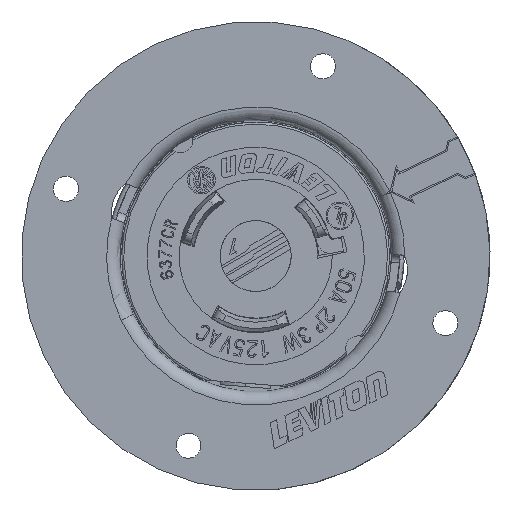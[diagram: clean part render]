
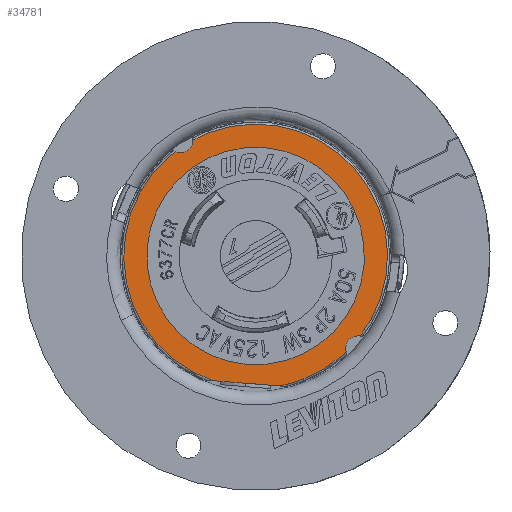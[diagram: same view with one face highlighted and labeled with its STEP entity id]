
A CAD part, left-side view. The second image highlights one B-rep face of the part: STEP entity #34781.
In plain terms, the highlighted planar face has unit normal (-1, 0, 0).
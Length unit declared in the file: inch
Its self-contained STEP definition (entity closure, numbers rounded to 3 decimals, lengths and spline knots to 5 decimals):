
#146 = EDGE_CURVE ( 'NONE', #21238, #20844, #13596, .T. ) ;
#2635 = DIRECTION ( 'NONE',  ( 0., 0.566, -0.824 ) ) ;
#3140 = DIRECTION ( 'NONE',  ( -1., 0., 0. ) ) ;
#3637 = CIRCLE ( 'NONE', #9411, 0.985 ) ;
#4553 = ORIENTED_EDGE ( 'NONE', *, *, #21307, .F. ) ;
#6122 = CIRCLE ( 'NONE', #25463, 0.812 ) ;
#7062 = VECTOR ( 'NONE', #20536, 39.37008 ) ;
#7301 = DIRECTION ( 'NONE',  ( -1., 0., 0. ) ) ;
#7480 = ORIENTED_EDGE ( 'NONE', *, *, #38115, .T. ) ;
#7796 = VERTEX_POINT ( 'NONE', #13062 ) ;
#9411 = AXIS2_PLACEMENT_3D ( 'NONE', #23797, #37739, #44264 ) ;
#10477 = CARTESIAN_POINT ( 'NONE',  ( 0., 0.32303, -0.93378 ) ) ;
#10906 = CARTESIAN_POINT ( 'NONE',  ( 0., 0., -0.00326 ) ) ;
#12745 = CARTESIAN_POINT ( 'NONE',  ( 0., 0., -0.00326 ) ) ;
#13062 = CARTESIAN_POINT ( 'NONE',  ( 0., 0.35299, 0.91632 ) ) ;
#13066 = EDGE_CURVE ( 'NONE', #17042, #23214, #6122, .T. ) ;
#13485 = VERTEX_POINT ( 'NONE', #42442 ) ;
#13596 = LINE ( 'NONE', #40302, #7062 ) ;
#14975 = EDGE_CURVE ( 'NONE', #7796, #38250, #28382, .T. ) ;
#16360 = DIRECTION ( 'NONE',  ( 0., 0.997, 0.078 ) ) ;
#16593 = CARTESIAN_POINT ( 'NONE',  ( 0., 0., -0.00326 ) ) ;
#17042 = VERTEX_POINT ( 'NONE', #33328 ) ;
#18967 = EDGE_CURVE ( 'NONE', #21238, #38250, #35809, .T. ) ;
#20387 = ORIENTED_EDGE ( 'NONE', *, *, #146, .T. ) ;
#20536 = DIRECTION ( 'NONE',  ( 0., -0.997, -0.078 ) ) ;
#20550 = AXIS2_PLACEMENT_3D ( 'NONE', #16593, #3140, #37047 ) ;
#20844 = VERTEX_POINT ( 'NONE', #33068 ) ;
#20953 = DIRECTION ( 'NONE',  ( 0., -0.358, -0.934 ) ) ;
#21238 = VERTEX_POINT ( 'NONE', #36744 ) ;
#21307 = EDGE_CURVE ( 'NONE', #23214, #17042, #33694, .T. ) ;
#22552 = CARTESIAN_POINT ( 'NONE',  ( 0., -0.37838, -0.98898 ) ) ;
#23124 = EDGE_LOOP ( 'NONE', ( #33955, #43732, #20387, #41385, #7480, #25664 ) ) ;
#23214 = VERTEX_POINT ( 'NONE', #38237 ) ;
#23797 = CARTESIAN_POINT ( 'NONE',  ( 0., 0., -0.00326 ) ) ;
#24674 = AXIS2_PLACEMENT_3D ( 'NONE', #38068, #7301, #20953 ) ;
#25463 = AXIS2_PLACEMENT_3D ( 'NONE', #10906, #37868, #38310 ) ;
#25664 = ORIENTED_EDGE ( 'NONE', *, *, #35883, .T. ) ;
#26151 = DIRECTION ( 'NONE',  ( 0., 0.997, 0.078 ) ) ;
#26260 = PLANE ( 'NONE',  #42464 ) ;
#26479 = CARTESIAN_POINT ( 'NONE',  ( 0., 0.70917, -0.39046 ) ) ;
#26486 = VECTOR ( 'NONE', #16360, 39.37008 ) ;
#28382 = CIRCLE ( 'NONE', #20550, 0.985 ) ;
#29084 = ORIENTED_EDGE ( 'NONE', *, *, #13066, .F. ) ;
#29419 = VERTEX_POINT ( 'NONE', #44345 ) ;
#29483 = VECTOR ( 'NONE', #26151, 39.37008 ) ;
#30688 = EDGE_CURVE ( 'NONE', #29419, #20844, #32587, .T. ) ;
#32345 = FACE_OUTER_BOUND ( 'NONE', #23124, .T. ) ;
#32587 = LINE ( 'NONE', #33037, #26486 ) ;
#33019 = DIRECTION ( 'NONE',  ( -1., 0., 0. ) ) ;
#33037 = CARTESIAN_POINT ( 'NONE',  ( 0., -0.37838, -0.98898 ) ) ;
#33068 = CARTESIAN_POINT ( 'NONE',  ( 0., -0.05512, -0.96354 ) ) ;
#33328 = CARTESIAN_POINT ( 'NONE',  ( 0., -0.45992, 0.66593 ) ) ;
#33694 = CIRCLE ( 'NONE', #40170, 0.812 ) ;
#33955 = ORIENTED_EDGE ( 'NONE', *, *, #14975, .T. ) ;
#34781 = ADVANCED_FACE ( 'NONE', ( #35470, #32345 ), #26260, .T. ) ;
#35470 = FACE_BOUND ( 'NONE', #37413, .T. ) ;
#35809 = LINE ( 'NONE', #22552, #29483 ) ;
#35883 = EDGE_CURVE ( 'NONE', #13485, #7796, #40412, .T. ) ;
#36744 = CARTESIAN_POINT ( 'NONE',  ( 0., 0.20466, -0.9431 ) ) ;
#37047 = DIRECTION ( 'NONE',  ( 0., -0.358, -0.934 ) ) ;
#37413 = EDGE_LOOP ( 'NONE', ( #29084, #4553 ) ) ;
#37739 = DIRECTION ( 'NONE',  ( -1., 0., 0. ) ) ;
#37868 = DIRECTION ( 'NONE',  ( -1., 0., 0. ) ) ;
#38068 = CARTESIAN_POINT ( 'NONE',  ( 0., 0., -0.00326 ) ) ;
#38115 = EDGE_CURVE ( 'NONE', #29419, #13485, #3637, .T. ) ;
#38237 = CARTESIAN_POINT ( 'NONE',  ( 0., 0.45992, -0.67245 ) ) ;
#38250 = VERTEX_POINT ( 'NONE', #10477 ) ;
#38310 = DIRECTION ( 'NONE',  ( 0., 0.566, -0.824 ) ) ;
#40170 = AXIS2_PLACEMENT_3D ( 'NONE', #12745, #40538, #2635 ) ;
#40302 = CARTESIAN_POINT ( 'NONE',  ( 0., -0.37838, -0.98898 ) ) ;
#40412 = CIRCLE ( 'NONE', #24674, 0.985 ) ;
#40538 = DIRECTION ( 'NONE',  ( -1., 0., 0. ) ) ;
#41385 = ORIENTED_EDGE ( 'NONE', *, *, #30688, .F. ) ;
#42442 = CARTESIAN_POINT ( 'NONE',  ( 0., -0.35299, -0.92283 ) ) ;
#42464 = AXIS2_PLACEMENT_3D ( 'NONE', #26479, #33019, #43130 ) ;
#43130 = DIRECTION ( 'NONE',  ( 0., -0.358, -0.934 ) ) ;
#43732 = ORIENTED_EDGE ( 'NONE', *, *, #18967, .F. ) ;
#44264 = DIRECTION ( 'NONE',  ( 0., -0.358, -0.934 ) ) ;
#44345 = CARTESIAN_POINT ( 'NONE',  ( 0., -0.17349, -0.97286 ) ) ;
